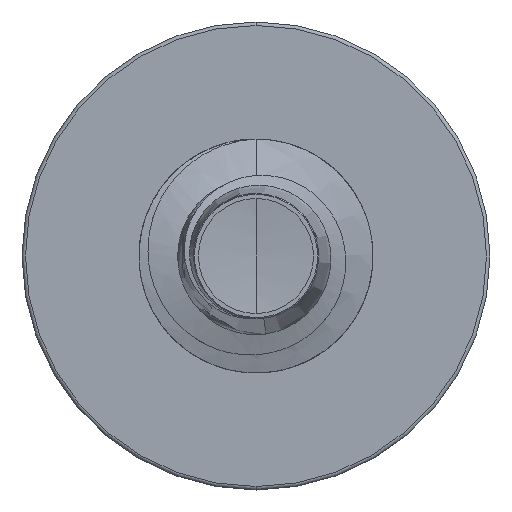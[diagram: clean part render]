
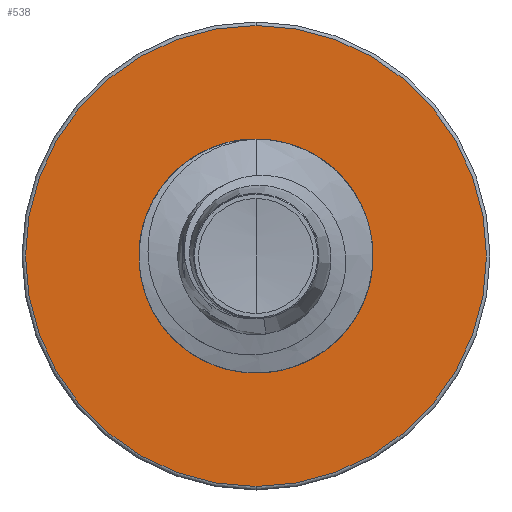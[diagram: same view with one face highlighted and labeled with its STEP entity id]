
A CAD part, front view. The second image highlights one B-rep face of the part: STEP entity #538.
In plain terms, the highlighted planar face has unit normal (0, -1, 0).
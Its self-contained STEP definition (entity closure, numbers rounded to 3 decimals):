
#20 = ORIENTED_EDGE ( 'NONE', *, *, #25471, .T. ) ;
#177 = CIRCLE ( 'NONE', #16296, 2.842 ) ;
#538 = ADVANCED_FACE ( 'NONE', ( #17330, #4953 ), #15203, .F. ) ;
#739 = CARTESIAN_POINT ( 'NONE',  ( 0., 25., -5.91 ) ) ;
#1433 = AXIS2_PLACEMENT_3D ( 'NONE', #23425, #1595, #15011 ) ;
#1595 = DIRECTION ( 'NONE',  ( 0., 1., 0. ) ) ;
#2757 = DIRECTION ( 'NONE',  ( 0., 0., 1. ) ) ;
#2772 = DIRECTION ( 'NONE',  ( 0., 1., 0. ) ) ;
#2807 = CARTESIAN_POINT ( 'NONE',  ( 0., 25., 0. ) ) ;
#4004 = CIRCLE ( 'NONE', #21807, 5.91 ) ;
#4010 = CARTESIAN_POINT ( 'NONE',  ( 0., 25., 0. ) ) ;
#4953 = FACE_BOUND ( 'NONE', #19285, .T. ) ;
#6893 = DIRECTION ( 'NONE',  ( 0., 0., 1. ) ) ;
#7211 = CARTESIAN_POINT ( 'NONE',  ( 0., 25., -2.842 ) ) ;
#7722 = AXIS2_PLACEMENT_3D ( 'NONE', #2807, #2772, #2757 ) ;
#10116 = DIRECTION ( 'NONE',  ( 0., 0., 1. ) ) ;
#10158 = DIRECTION ( 'NONE',  ( 0., 1., 0. ) ) ;
#10164 = CARTESIAN_POINT ( 'NONE',  ( 0., 25., 0. ) ) ;
#10192 = VERTEX_POINT ( 'NONE', #739 ) ;
#10202 = ORIENTED_EDGE ( 'NONE', *, *, #10862, .F. ) ;
#10862 = EDGE_CURVE ( 'NONE', #16751, #10192, #4004, .T. ) ;
#15011 = DIRECTION ( 'NONE',  ( 0., 0., 1. ) ) ;
#15194 = CIRCLE ( 'NONE', #7722, 2.842 ) ;
#15203 = PLANE ( 'NONE',  #1433 ) ;
#15697 = ORIENTED_EDGE ( 'NONE', *, *, #19588, .F. ) ;
#15771 = EDGE_CURVE ( 'NONE', #24607, #27330, #15194, .T. ) ;
#16296 = AXIS2_PLACEMENT_3D ( 'NONE', #4010, #20621, #6893 ) ;
#16751 = VERTEX_POINT ( 'NONE', #22963 ) ;
#17330 = FACE_OUTER_BOUND ( 'NONE', #21419, .T. ) ;
#19285 = EDGE_LOOP ( 'NONE', ( #24409, #20 ) ) ;
#19588 = EDGE_CURVE ( 'NONE', #10192, #16751, #20651, .T. ) ;
#20370 = DIRECTION ( 'NONE',  ( 0., 0., 1. ) ) ;
#20394 = DIRECTION ( 'NONE',  ( 0., 1., 0. ) ) ;
#20414 = CARTESIAN_POINT ( 'NONE',  ( 0., 25., 0. ) ) ;
#20621 = DIRECTION ( 'NONE',  ( 0., 1., 0. ) ) ;
#20651 = CIRCLE ( 'NONE', #22276, 5.91 ) ;
#21419 = EDGE_LOOP ( 'NONE', ( #10202, #15697 ) ) ;
#21807 = AXIS2_PLACEMENT_3D ( 'NONE', #20414, #20394, #20370 ) ;
#22276 = AXIS2_PLACEMENT_3D ( 'NONE', #10164, #10158, #10116 ) ;
#22963 = CARTESIAN_POINT ( 'NONE',  ( 0., 25., 5.91 ) ) ;
#23425 = CARTESIAN_POINT ( 'NONE',  ( 0., 25., -2.842 ) ) ;
#24409 = ORIENTED_EDGE ( 'NONE', *, *, #15771, .T. ) ;
#24476 = CARTESIAN_POINT ( 'NONE',  ( 0., 25., 2.842 ) ) ;
#24607 = VERTEX_POINT ( 'NONE', #24476 ) ;
#25471 = EDGE_CURVE ( 'NONE', #27330, #24607, #177, .T. ) ;
#27330 = VERTEX_POINT ( 'NONE', #7211 ) ;
